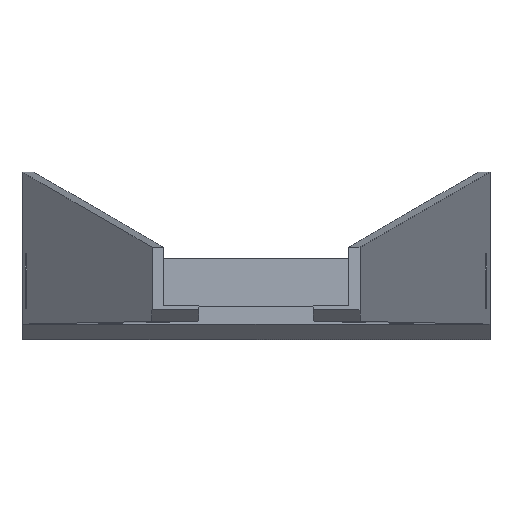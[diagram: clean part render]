
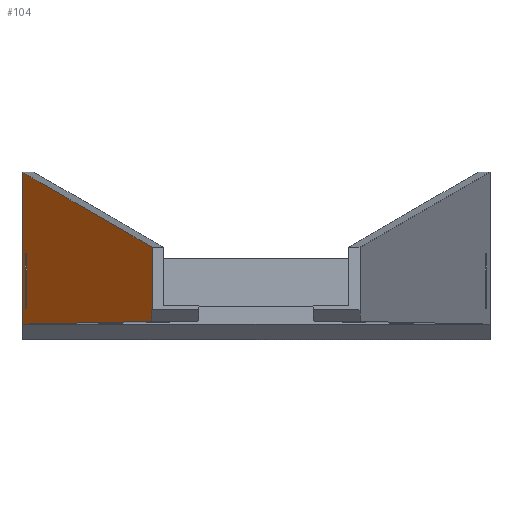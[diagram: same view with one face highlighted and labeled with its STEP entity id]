
A CAD part, top view. The second image highlights one B-rep face of the part: STEP entity #104.
In plain terms, the highlighted planar face has unit normal (-0.997, 0, 0.083).
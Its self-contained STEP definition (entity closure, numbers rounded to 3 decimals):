
#20 = CARTESIAN_POINT ( 'NONE',  ( -6.706, 30.879, 115.029 ) ) ;
#55 = LINE ( 'NONE', #974, #952 ) ;
#57 = DIRECTION ( 'NONE',  ( 0.083, 0., 0.997 ) ) ;
#104 = ADVANCED_FACE ( 'NONE', ( #740, #1143 ), #1681, .F. ) ;
#331 = VERTEX_POINT ( 'NONE', #977 ) ;
#356 = CARTESIAN_POINT ( 'NONE',  ( -16.179, 35.1, 1.348 ) ) ;
#365 = DIRECTION ( 'NONE',  ( 0.997, 0., -0.083 ) ) ;
#377 = ORIENTED_EDGE ( 'NONE', *, *, #1018, .F. ) ;
#380 = LINE ( 'NONE', #356, #1705 ) ;
#382 = DIRECTION ( 'NONE',  ( 0., -1., 0. ) ) ;
#398 = CARTESIAN_POINT ( 'NONE',  ( -14.688, 0., 19.242 ) ) ;
#463 = EDGE_CURVE ( 'NONE', #1249, #1132, #380, .T. ) ;
#502 = CARTESIAN_POINT ( 'NONE',  ( -14.792, 35.1, 17.997 ) ) ;
#569 = EDGE_CURVE ( 'NONE', #1604, #331, #1313, .T. ) ;
#576 = AXIS2_PLACEMENT_3D ( 'NONE', #1023, #365, #1429 ) ;
#578 = EDGE_CURVE ( 'NONE', #1249, #1692, #1450, .T. ) ;
#600 = LINE ( 'NONE', #1414, #827 ) ;
#618 = VECTOR ( 'NONE', #1722, 1000. ) ;
#625 = LINE ( 'NONE', #1443, #855 ) ;
#645 = CARTESIAN_POINT ( 'NONE',  ( -14.792, 0., 17.997 ) ) ;
#651 = ORIENTED_EDGE ( 'NONE', *, *, #1172, .T. ) ;
#694 = EDGE_CURVE ( 'NONE', #1692, #1281, #1391, .T. ) ;
#725 = CARTESIAN_POINT ( 'NONE',  ( -6.729, 30.6, 114.75 ) ) ;
#730 = ORIENTED_EDGE ( 'NONE', *, *, #569, .T. ) ;
#740 = FACE_OUTER_BOUND ( 'NONE', #893, .T. ) ;
#752 = VECTOR ( 'NONE', #939, 1000. ) ;
#757 = CARTESIAN_POINT ( 'NONE',  ( -15., 40.348, 15.5 ) ) ;
#826 = ORIENTED_EDGE ( 'NONE', *, *, #694, .F. ) ;
#827 = VECTOR ( 'NONE', #846, 1000. ) ;
#846 = DIRECTION ( 'NONE',  ( 0., -1., 0. ) ) ;
#855 = VECTOR ( 'NONE', #382, 1000. ) ;
#856 = ORIENTED_EDGE ( 'NONE', *, *, #463, .T. ) ;
#863 = VECTOR ( 'NONE', #57, 1000. ) ;
#869 = VERTEX_POINT ( 'NONE', #1686 ) ;
#873 = CARTESIAN_POINT ( 'NONE',  ( -14.688, 35.1, 19.242 ) ) ;
#893 = EDGE_LOOP ( 'NONE', ( #1160, #730, #377, #1221, #651 ) ) ;
#924 = DIRECTION ( 'NONE',  ( 0., -1., 0. ) ) ;
#939 = DIRECTION ( 'NONE',  ( 0., -1., 0. ) ) ;
#952 = VECTOR ( 'NONE', #982, 1000. ) ;
#974 = CARTESIAN_POINT ( 'NONE',  ( -7.093, 35.604, 110.386 ) ) ;
#977 = CARTESIAN_POINT ( 'NONE',  ( -6.667, 31.35, 115.5 ) ) ;
#982 = DIRECTION ( 'NONE',  ( 0.083, -0.05, 0.995 ) ) ;
#1018 = EDGE_CURVE ( 'NONE', #869, #331, #600, .T. ) ;
#1023 = CARTESIAN_POINT ( 'NONE',  ( -16.179, 54.6, 1.348 ) ) ;
#1049 = CARTESIAN_POINT ( 'NONE',  ( -16.179, 30.6, 1.348 ) ) ;
#1062 = VERTEX_POINT ( 'NONE', #1639 ) ;
#1070 = ORIENTED_EDGE ( 'NONE', *, *, #1299, .T. ) ;
#1084 = VECTOR ( 'NONE', #924, 1000. ) ;
#1132 = VERTEX_POINT ( 'NONE', #873 ) ;
#1143 = FACE_BOUND ( 'NONE', #1505, .T. ) ;
#1160 = ORIENTED_EDGE ( 'NONE', *, *, #1197, .T. ) ;
#1170 = DIRECTION ( 'NONE',  ( 0.083, 0., 0.997 ) ) ;
#1172 = EDGE_CURVE ( 'NONE', #1337, #1062, #625, .T. ) ;
#1187 = CARTESIAN_POINT ( 'NONE',  ( -14.688, 31.6, 19.242 ) ) ;
#1197 = EDGE_CURVE ( 'NONE', #1062, #1604, #1709, .T. ) ;
#1221 = ORIENTED_EDGE ( 'NONE', *, *, #1635, .F. ) ;
#1249 = VERTEX_POINT ( 'NONE', #502 ) ;
#1281 = VERTEX_POINT ( 'NONE', #1187 ) ;
#1292 = ORIENTED_EDGE ( 'NONE', *, *, #578, .F. ) ;
#1299 = EDGE_CURVE ( 'NONE', #1132, #1281, #1596, .T. ) ;
#1313 = LINE ( 'NONE', #20, #618 ) ;
#1337 = VERTEX_POINT ( 'NONE', #757 ) ;
#1391 = LINE ( 'NONE', #1643, #863 ) ;
#1399 = CARTESIAN_POINT ( 'NONE',  ( -14.792, 31.6, 17.997 ) ) ;
#1414 = CARTESIAN_POINT ( 'NONE',  ( -6.667, 35.076, 115.5 ) ) ;
#1429 = DIRECTION ( 'NONE',  ( -0.083, 0., -0.997 ) ) ;
#1443 = CARTESIAN_POINT ( 'NONE',  ( -15., 54.6, 15.5 ) ) ;
#1446 = VECTOR ( 'NONE', #1170, 1000. ) ;
#1450 = LINE ( 'NONE', #645, #752 ) ;
#1505 = EDGE_LOOP ( 'NONE', ( #856, #1070, #826, #1292 ) ) ;
#1596 = LINE ( 'NONE', #398, #1084 ) ;
#1604 = VERTEX_POINT ( 'NONE', #725 ) ;
#1635 = EDGE_CURVE ( 'NONE', #1337, #869, #55, .T. ) ;
#1639 = CARTESIAN_POINT ( 'NONE',  ( -15., 30.6, 15.5 ) ) ;
#1643 = CARTESIAN_POINT ( 'NONE',  ( -16.179, 31.6, 1.348 ) ) ;
#1681 = PLANE ( 'NONE',  #576 ) ;
#1686 = CARTESIAN_POINT ( 'NONE',  ( -6.667, 35.348, 115.5 ) ) ;
#1692 = VERTEX_POINT ( 'NONE', #1399 ) ;
#1705 = VECTOR ( 'NONE', #1707, 1000. ) ;
#1707 = DIRECTION ( 'NONE',  ( 0.083, 0., 0.997 ) ) ;
#1709 = LINE ( 'NONE', #1049, #1446 ) ;
#1722 = DIRECTION ( 'NONE',  ( 0.059, 0.706, 0.706 ) ) ;
